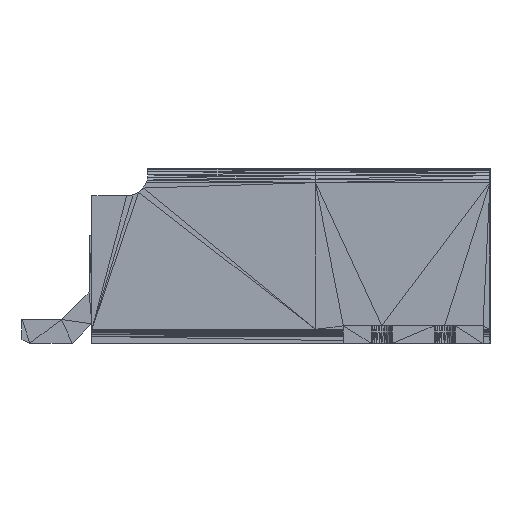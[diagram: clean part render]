
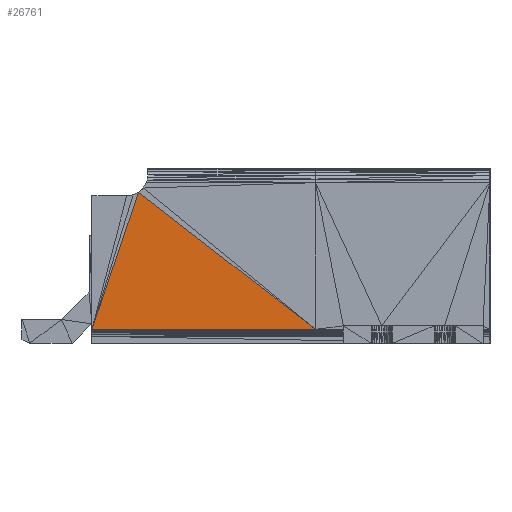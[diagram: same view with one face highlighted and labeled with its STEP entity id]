
A CAD part, left-side view. The second image highlights one B-rep face of the part: STEP entity #26761.
In plain terms, the highlighted planar face has unit normal (-1, 0, 0).
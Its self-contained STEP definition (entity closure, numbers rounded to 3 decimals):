
#2233=FACE_OUTER_BOUND('',#4463,.T.);
#4463=EDGE_LOOP('',(#22277,#22278,#22279));
#7797=LINE('',#43465,#11142);
#7808=LINE('',#43487,#11153);
#7810=LINE('',#43491,#11155);
#11142=VECTOR('',#36751,1.);
#11153=VECTOR('',#36784,1.);
#11155=VECTOR('',#36790,1.);
#11261=VERTEX_POINT('',#37184);
#11702=VERTEX_POINT('',#39636);
#11778=VERTEX_POINT('',#40111);
#15600=EDGE_CURVE('',#11778,#11702,#7797,.T.);
#15611=EDGE_CURVE('',#11261,#11702,#7808,.T.);
#15613=EDGE_CURVE('',#11778,#11261,#7810,.T.);
#22277=ORIENTED_EDGE('',*,*,#15611,.T.);
#22278=ORIENTED_EDGE('',*,*,#15600,.F.);
#22279=ORIENTED_EDGE('',*,*,#15613,.T.);
#24531=PLANE('',#29005);
#26761=ADVANCED_FACE('',(#2233),#24531,.T.);
#29005=AXIS2_PLACEMENT_3D('',#43493,#36792,#36793);
#36751=DIRECTION('',(0.,1.,0.));
#36784=DIRECTION('',(0.,0.323,-0.947));
#36790=DIRECTION('',(0.,0.79,0.613));
#36792=DIRECTION('center_axis',(-1.,0.,0.));
#36793=DIRECTION('ref_axis',(0.,0.,1.));
#37184=CARTESIAN_POINT('',(0.,-0.669,0.052));
#39636=CARTESIAN_POINT('',(0.,0.,-1.91));
#40111=CARTESIAN_POINT('',(0.,-3.2,-1.91));
#43465=CARTESIAN_POINT('',(0.,-3.2,-1.91));
#43487=CARTESIAN_POINT('',(0.,-0.669,0.052));
#43491=CARTESIAN_POINT('',(0.,-3.2,-1.91));
#43493=CARTESIAN_POINT('Origin',(0.,-3.2,-1.91));
